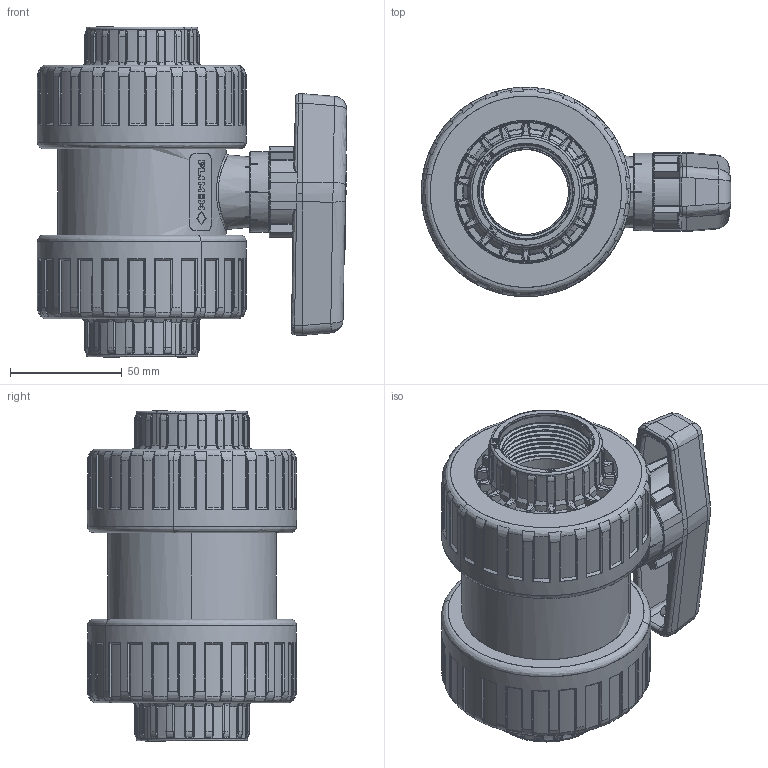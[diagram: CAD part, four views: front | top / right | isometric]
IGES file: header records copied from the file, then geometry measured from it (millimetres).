
Start section: SolidWorks IGES file using NURBS representation for surfaces
Global section: file name: 02612077114.IGS; native system: SolidWorks 2021; preprocessor: SolidWorks 2021; author: DMorais; date: 220519.163637; units: millimetre
Bounding box: 138.27 x 93.46 x 147.84 mm (x, y, z)
Surface area: 98954.4 mm2 (no closed solid volume)
Topology: 0 solids, 0 shells, 2741 faces, 26132 edges, 26028 vertices
Faces by surface type: bspline 2741
